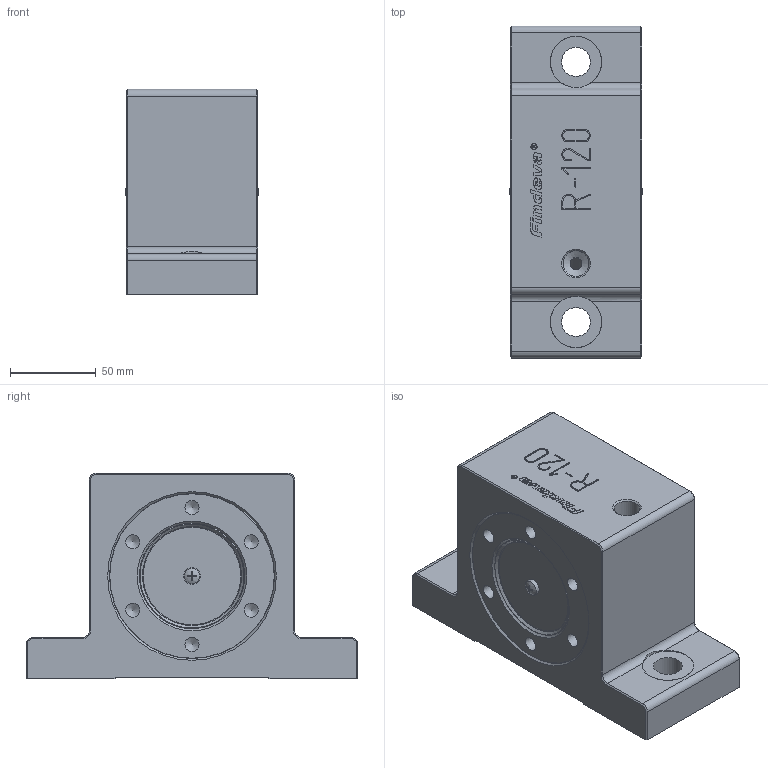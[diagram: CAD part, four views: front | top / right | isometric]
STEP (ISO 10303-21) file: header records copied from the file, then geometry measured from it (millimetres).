
FILE_DESCRIPTION((''),'2;1');
FILE_NAME('3120-00-M.stp','2012-03-28T16:53:12',('Petr'),(''),'Autodesk Inventor 2011','Autodesk Inventor 2011','');
FILE_SCHEMA(('CONFIG_CONTROL_DESIGN'));
Length unit declared in the file: millimetre
Products named in the file (1): 3120-00-M
Bounding box: 77.58 x 194 x 120 mm (x, y, z)
Volume: 1180097.8 mm3; surface area: 98965.2 mm2
Topology: 1 solids, 3 shells, 388 faces, 976 edges, 637 vertices
Faces by surface type: plane 198, cylinder 96, cone 72, torus 12, bspline 8, sphere 2
Full cylindrical faces by diameter (mm): 3.218 x1, 3.578 x1, 4.8 x2, 4.9 x2, 5 x12, 7 x2, 8.3 x12, 14.95 x2, 17 x2, 30 x2, 96.435 x2
Entity records: 11492 total; most frequent: CARTESIAN_POINT 2448, DIRECTION 1799, ORIENTED_EDGE 1690, EDGE_CURVE 845, AXIS2_PLACEMENT_3D 657, VERTEX_POINT 594, EDGE_LOOP 527, VECTOR 485
